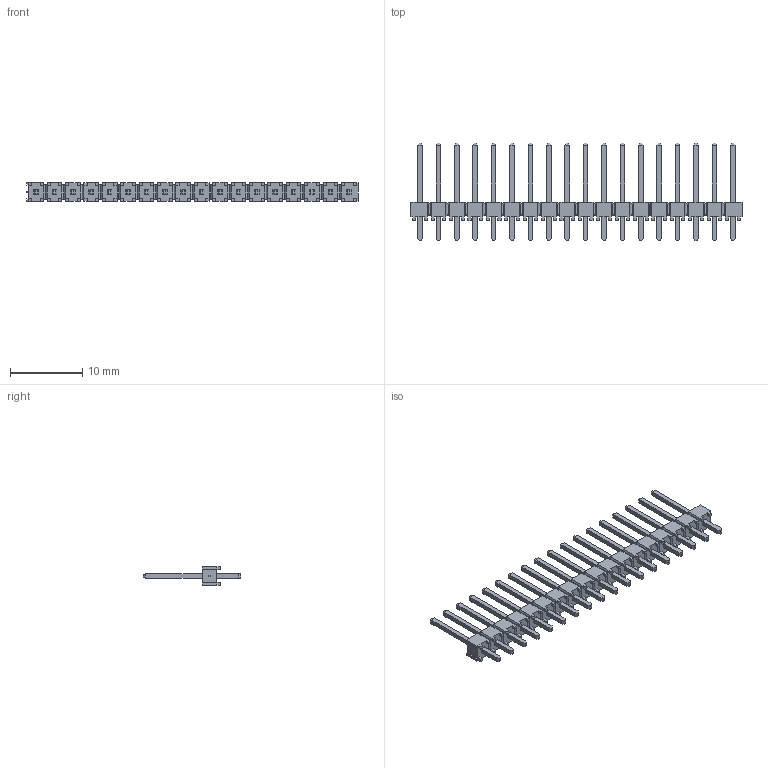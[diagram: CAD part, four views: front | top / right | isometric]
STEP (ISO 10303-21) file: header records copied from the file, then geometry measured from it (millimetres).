
FILE_DESCRIPTION( ( 'STEP AP214' ), ' ' );
FILE_NAME( 'TSW-118-14-G-S.stp', '2018-05-13T19:21:31', ( '' ), ( '' ), ' ', 'PARTsolutions', ' ' );
FILE_SCHEMA( ( 'AUTOMOTIVE_DESIGN { 1 0 10303 214 1 1 1 1 }' ) );
Length unit declared in the file: inch
Products named in the file (3): TSW-118-14-G-S; _TSW-118-14-G-S_body; _T-1S6-08-TSW-1-14-18-S
Assembly tree (2 placements, depth 2):
  TSW-118-14-G-S
    _TSW-118-14-G-S_body
    _T-1S6-08-TSW-1-14-18-S
Bounding box: 45.85 x 13.46 x 2.54 mm (x, y, z)
Volume: 316.1 mm3; surface area: 1281.5 mm2
Topology: 2 solids, 2 shells, 907 faces, 2322 edges, 1456 vertices
Faces by surface type: plane 907
Entity records: 33890 total; most frequent: CARTESIAN_POINT 4688, ORIENTED_EDGE 4644, DIRECTION 4142, EDGE_CURVE 2322, LINE 2322, VECTOR 2322, VERTEX_POINT 1456, EDGE_LOOP 980
